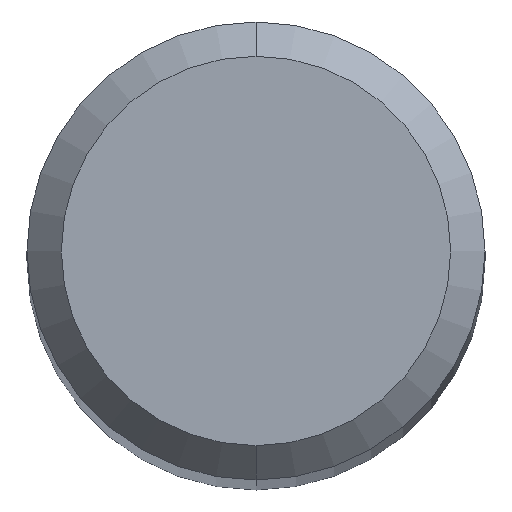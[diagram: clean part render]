
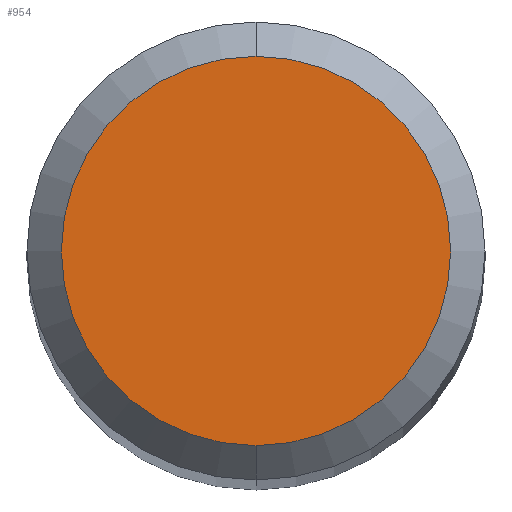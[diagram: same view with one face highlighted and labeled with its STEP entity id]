
A CAD part, top view. The second image highlights one B-rep face of the part: STEP entity #954.
In plain terms, the highlighted planar face has unit normal (0, 0, 1).
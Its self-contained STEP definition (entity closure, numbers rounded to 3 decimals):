
#380=EDGE_CURVE('',#552,#772,#1035,.T.);
#552=VERTEX_POINT('',#1226);
#584=EDGE_CURVE('',#772,#552,#1260,.T.);
#772=VERTEX_POINT('',#1470);
#954=ADVANCED_FACE('',(#1666),#1667,.T.);
#1035=CIRCLE('',#1794,1.7);
#1226=CARTESIAN_POINT('',(0.0,1.7,0.0));
#1260=CIRCLE('',#5074,1.7);
#1470=CARTESIAN_POINT('',(0.,-1.7,0.0));
#1666=FACE_OUTER_BOUND('',#8917,.T.);
#1667=PLANE('',#8918);
#1794=AXIS2_PLACEMENT_3D('',#9247,#9248,#9249);
#5074=AXIS2_PLACEMENT_3D('',#9513,#9514,#9515);
#8917=EDGE_LOOP('',(#9931,#9932));
#8918=AXIS2_PLACEMENT_3D('',#9933,#9934,#9935);
#9247=CARTESIAN_POINT('',(0.0,0.0,0.0));
#9248=DIRECTION('',(0.0,0.0,-1.0));
#9249=DIRECTION('',(0.0,1.0,0.0));
#9513=CARTESIAN_POINT('',(0.0,0.0,0.0));
#9514=DIRECTION('',(0.0,0.0,-1.0));
#9515=DIRECTION('',(0.0,1.0,0.0));
#9931=ORIENTED_EDGE('',*,*,#380,.F.);
#9932=ORIENTED_EDGE('',*,*,#584,.F.);
#9933=CARTESIAN_POINT('',(0.0,0.85,0.0));
#9934=DIRECTION('',(-0.0,0.0,1.0));
#9935=DIRECTION('',(0.0,-1.0,0.0));
